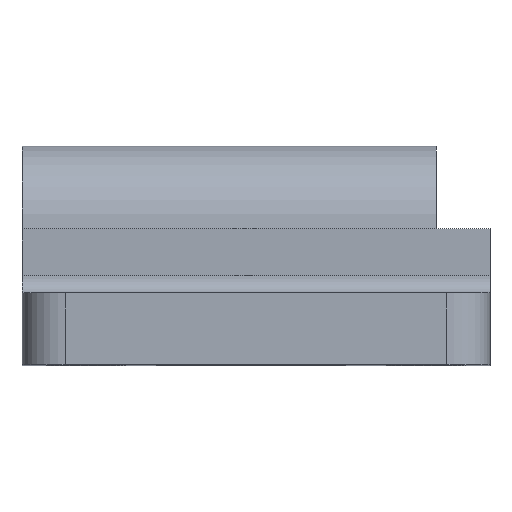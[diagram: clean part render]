
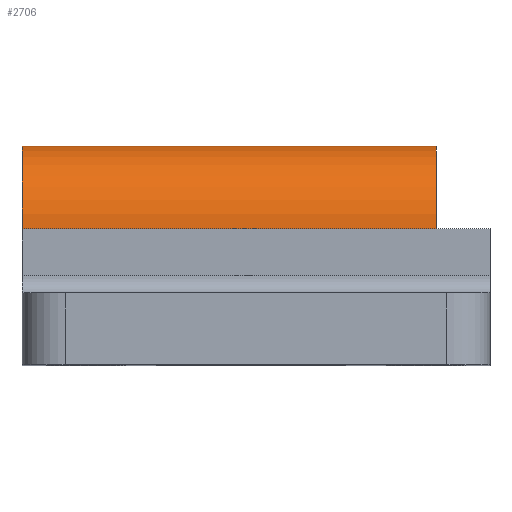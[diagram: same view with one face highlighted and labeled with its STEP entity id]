
A CAD part, top view. The second image highlights one B-rep face of the part: STEP entity #2706.
In plain terms, the highlighted cylindrical face has radius 23 mm (diameter 46 mm), a partial arc.
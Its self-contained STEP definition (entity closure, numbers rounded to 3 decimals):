
#24 = VERTEX_POINT ( 'NONE', #178 ) ;
#28 = VECTOR ( 'NONE', #402, 1000. ) ;
#139 = VERTEX_POINT ( 'NONE', #1236 ) ;
#161 = ORIENTED_EDGE ( 'NONE', *, *, #714, .F. ) ;
#165 = CIRCLE ( 'NONE', #2474, 23. ) ;
#178 = CARTESIAN_POINT ( 'NONE',  ( -65., 38., -111. ) ) ;
#193 = VERTEX_POINT ( 'NONE', #3039 ) ;
#252 = ORIENTED_EDGE ( 'NONE', *, *, #3004, .F. ) ;
#362 = EDGE_LOOP ( 'NONE', ( #161, #1664, #2511, #252 ) ) ;
#402 = DIRECTION ( 'NONE',  ( 1., 0., 0. ) ) ;
#516 = FACE_OUTER_BOUND ( 'NONE', #362, .T. ) ;
#714 = EDGE_CURVE ( 'NONE', #139, #24, #165, .T. ) ;
#718 = CIRCLE ( 'NONE', #2113, 23. ) ;
#887 = VERTEX_POINT ( 'NONE', #1737 ) ;
#1096 = CARTESIAN_POINT ( 'NONE',  ( -65., 38., -65. ) ) ;
#1236 = CARTESIAN_POINT ( 'NONE',  ( -65., 38., -65. ) ) ;
#1316 = EDGE_CURVE ( 'NONE', #887, #193, #718, .T. ) ;
#1321 = LINE ( 'NONE', #1096, #2024 ) ;
#1394 = LINE ( 'NONE', #2586, #28 ) ;
#1507 = DIRECTION ( 'NONE',  ( -1., 0., 0. ) ) ;
#1510 = DIRECTION ( 'NONE',  ( -1., 0., 0. ) ) ;
#1522 = DIRECTION ( 'NONE',  ( 0., 0., 1. ) ) ;
#1664 = ORIENTED_EDGE ( 'NONE', *, *, #2930, .T. ) ;
#1737 = CARTESIAN_POINT ( 'NONE',  ( 50., 38., -65. ) ) ;
#1930 = CYLINDRICAL_SURFACE ( 'NONE', #2583, 23. ) ;
#1994 = DIRECTION ( 'NONE',  ( 0., 0., 1. ) ) ;
#2024 = VECTOR ( 'NONE', #2250, 1000. ) ;
#2113 = AXIS2_PLACEMENT_3D ( 'NONE', #2494, #1507, #1522 ) ;
#2250 = DIRECTION ( 'NONE',  ( 1., 0., 0. ) ) ;
#2474 = AXIS2_PLACEMENT_3D ( 'NONE', #2908, #2699, #3117 ) ;
#2479 = CARTESIAN_POINT ( 'NONE',  ( 50., 38., -88. ) ) ;
#2494 = CARTESIAN_POINT ( 'NONE',  ( 50., 38., -88. ) ) ;
#2511 = ORIENTED_EDGE ( 'NONE', *, *, #1316, .T. ) ;
#2583 = AXIS2_PLACEMENT_3D ( 'NONE', #2479, #1510, #1994 ) ;
#2586 = CARTESIAN_POINT ( 'NONE',  ( -65., 38., -111. ) ) ;
#2699 = DIRECTION ( 'NONE',  ( -1., 0., 0. ) ) ;
#2706 = ADVANCED_FACE ( 'NONE', ( #516 ), #1930, .T. ) ;
#2908 = CARTESIAN_POINT ( 'NONE',  ( -65., 38., -88. ) ) ;
#2930 = EDGE_CURVE ( 'NONE', #139, #887, #1321, .T. ) ;
#3004 = EDGE_CURVE ( 'NONE', #24, #193, #1394, .T. ) ;
#3039 = CARTESIAN_POINT ( 'NONE',  ( 50., 38., -111. ) ) ;
#3117 = DIRECTION ( 'NONE',  ( 0., 0., 1. ) ) ;
